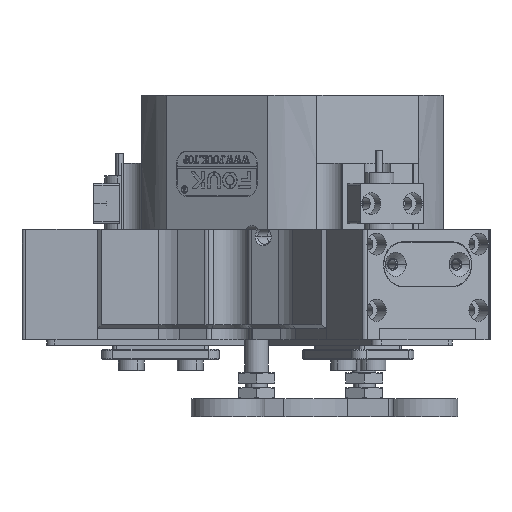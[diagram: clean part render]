
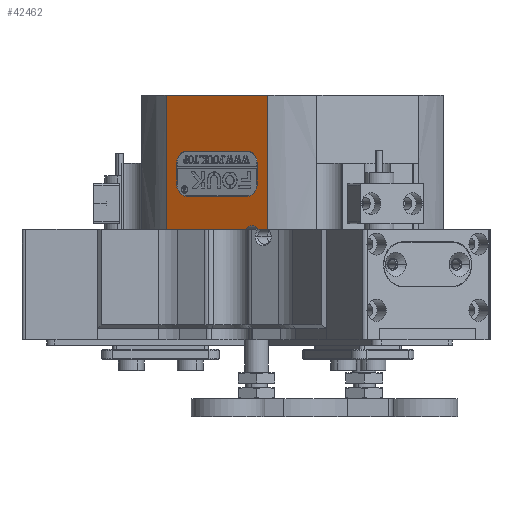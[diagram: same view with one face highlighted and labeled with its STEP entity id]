
A CAD part, front view. The second image highlights one B-rep face of the part: STEP entity #42462.
In plain terms, the highlighted planar face has unit normal (-0.5, -0.866, 0).
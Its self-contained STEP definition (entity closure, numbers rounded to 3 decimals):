
#569 = DIRECTION ( 'NONE',  ( -0.866, 0.5, 0. ) ) ;
#878 = DIRECTION ( 'NONE',  ( 0.866, -0.5, 0. ) ) ;
#1147 = EDGE_CURVE ( 'NONE', #34455, #42949, #12008, .T. ) ;
#2435 = AXIS2_PLACEMENT_3D ( 'NONE', #33569, #46030, #878 ) ;
#2488 = DIRECTION ( 'NONE',  ( -0.866, 0.5, 0. ) ) ;
#2663 = VECTOR ( 'NONE', #10689, 1000. ) ;
#3544 = VERTEX_POINT ( 'NONE', #4351 ) ;
#3645 = EDGE_CURVE ( 'NONE', #42949, #23521, #52043, .T. ) ;
#4320 = VECTOR ( 'NONE', #22973, 1000. ) ;
#4351 = CARTESIAN_POINT ( 'NONE',  ( -9.037, -42.125, 0. ) ) ;
#4897 = CARTESIAN_POINT ( 'NONE',  ( -12.186, -40.307, 9. ) ) ;
#6026 = VECTOR ( 'NONE', #25178, 1000. ) ;
#6622 = ORIENTED_EDGE ( 'NONE', *, *, #10960, .F. ) ;
#6915 = CARTESIAN_POINT ( 'NONE',  ( -6.694, -43.478, 0. ) ) ;
#7654 = CARTESIAN_POINT ( 'NONE',  ( -12.91, -39.889, 0. ) ) ;
#8080 = DIRECTION ( 'NONE',  ( -0.866, 0.5, 0. ) ) ;
#9265 = CIRCLE ( 'NONE', #9926, 3. ) ;
#9898 = EDGE_CURVE ( 'NONE', #27182, #27298, #52517, .T. ) ;
#9926 = AXIS2_PLACEMENT_3D ( 'NONE', #51526, #18789, #22572 ) ;
#10689 = DIRECTION ( 'NONE',  ( 0., 0., 1. ) ) ;
#10757 = ORIENTED_EDGE ( 'NONE', *, *, #11257, .T. ) ;
#10960 = EDGE_CURVE ( 'NONE', #29118, #28569, #13544, .T. ) ;
#11257 = EDGE_CURVE ( 'NONE', #12612, #34455, #32674, .T. ) ;
#11612 = EDGE_CURVE ( 'NONE', #11706, #29682, #34583, .T. ) ;
#11706 = VERTEX_POINT ( 'NONE', #4897 ) ;
#11924 = DIRECTION ( 'NONE',  ( 0.866, -0.5, 0. ) ) ;
#12008 = LINE ( 'NONE', #47440, #4320 ) ;
#12444 = DIRECTION ( 'NONE',  ( -0.866, 0.5, 0. ) ) ;
#12612 = VERTEX_POINT ( 'NONE', #21975 ) ;
#12749 = AXIS2_PLACEMENT_3D ( 'NONE', #49789, #21162, #12444 ) ;
#12995 = PLANE ( 'NONE',  #12749 ) ;
#13141 = DIRECTION ( 'NONE',  ( 0., 0., 1. ) ) ;
#13544 = CIRCLE ( 'NONE', #2435, 3. ) ;
#13660 = LINE ( 'NONE', #39435, #37331 ) ;
#13770 = EDGE_LOOP ( 'NONE', ( #16209, #38449, #45249, #22243, #40593, #6622, #29346, #50497 ) ) ;
#13937 = CARTESIAN_POINT ( 'NONE',  ( -34.329, -27.523, 36.5 ) ) ;
#14003 = EDGE_CURVE ( 'NONE', #38245, #23521, #30533, .T. ) ;
#14360 = DIRECTION ( 'NONE',  ( 0.866, -0.5, 0. ) ) ;
#16209 = ORIENTED_EDGE ( 'NONE', *, *, #51902, .F. ) ;
#16938 = CARTESIAN_POINT ( 'NONE',  ( -34.329, -27.523, -27. ) ) ;
#17003 = DIRECTION ( 'NONE',  ( -0.5, -0.866, 0. ) ) ;
#17946 = CARTESIAN_POINT ( 'NONE',  ( -28.814, -30.707, 21.2 ) ) ;
#18418 = CARTESIAN_POINT ( 'NONE',  ( -34.329, -27.523, 0. ) ) ;
#18789 = DIRECTION ( 'NONE',  ( -0.5, -0.866, 0. ) ) ;
#19212 = EDGE_CURVE ( 'NONE', #19251, #45028, #9265, .T. ) ;
#19251 = VERTEX_POINT ( 'NONE', #34751 ) ;
#20617 = CARTESIAN_POINT ( 'NONE',  ( -10.974, -41.007, -2. ) ) ;
#21116 = DIRECTION ( 'NONE',  ( 0.866, -0.5, 0. ) ) ;
#21162 = DIRECTION ( 'NONE',  ( 0.5, 0.866, 0. ) ) ;
#21975 = CARTESIAN_POINT ( 'NONE',  ( -6.671, -43.491, 0. ) ) ;
#22243 = ORIENTED_EDGE ( 'NONE', *, *, #11612, .F. ) ;
#22562 = AXIS2_PLACEMENT_3D ( 'NONE', #34025, #50259, #46490 ) ;
#22572 = DIRECTION ( 'NONE',  ( -0.866, 0.5, 0. ) ) ;
#22973 = DIRECTION ( 'NONE',  ( -0.866, 0.5, 0. ) ) ;
#23521 = VERTEX_POINT ( 'NONE', #18418 ) ;
#24743 = CARTESIAN_POINT ( 'NONE',  ( -9.588, -41.807, 18.2 ) ) ;
#24811 = CIRCLE ( 'NONE', #41129, 3. ) ;
#25124 = VECTOR ( 'NONE', #2488, 1000. ) ;
#25178 = DIRECTION ( 'NONE',  ( 0., 0., -1. ) ) ;
#26169 = ORIENTED_EDGE ( 'NONE', *, *, #31890, .F. ) ;
#27182 = VERTEX_POINT ( 'NONE', #17946 ) ;
#27298 = VERTEX_POINT ( 'NONE', #43663 ) ;
#27923 = VECTOR ( 'NONE', #569, 1000. ) ;
#27979 = DIRECTION ( 'NONE',  ( 0., 0., -1. ) ) ;
#28569 = VERTEX_POINT ( 'NONE', #50705 ) ;
#28642 = EDGE_CURVE ( 'NONE', #12612, #3544, #50045, .T. ) ;
#29118 = VERTEX_POINT ( 'NONE', #46660 ) ;
#29346 = ORIENTED_EDGE ( 'NONE', *, *, #38223, .F. ) ;
#29682 = VERTEX_POINT ( 'NONE', #39987 ) ;
#30533 = LINE ( 'NONE', #49477, #27923 ) ;
#31482 = LINE ( 'NONE', #24743, #41049 ) ;
#31890 = EDGE_CURVE ( 'NONE', #3544, #38245, #24811, .T. ) ;
#32252 = ORIENTED_EDGE ( 'NONE', *, *, #28642, .F. ) ;
#32674 = LINE ( 'NONE', #52086, #2663 ) ;
#33569 = CARTESIAN_POINT ( 'NONE',  ( -28.814, -30.707, 12. ) ) ;
#33949 = AXIS2_PLACEMENT_3D ( 'NONE', #41525, #17003, #21116 ) ;
#34025 = CARTESIAN_POINT ( 'NONE',  ( -28.814, -30.707, 18.2 ) ) ;
#34455 = VERTEX_POINT ( 'NONE', #35372 ) ;
#34583 = CIRCLE ( 'NONE', #33949, 3. ) ;
#34751 = CARTESIAN_POINT ( 'NONE',  ( -9.588, -41.807, 18.2 ) ) ;
#35165 = ORIENTED_EDGE ( 'NONE', *, *, #3645, .T. ) ;
#35266 = CARTESIAN_POINT ( 'NONE',  ( -28.814, -30.707, 9. ) ) ;
#35372 = CARTESIAN_POINT ( 'NONE',  ( -6.671, -43.491, 36.5 ) ) ;
#36405 = DIRECTION ( 'NONE',  ( -0.5, -0.866, 0. ) ) ;
#37331 = VECTOR ( 'NONE', #27979, 1000. ) ;
#38223 = EDGE_CURVE ( 'NONE', #27298, #29118, #13660, .T. ) ;
#38245 = VERTEX_POINT ( 'NONE', #7654 ) ;
#38449 = ORIENTED_EDGE ( 'NONE', *, *, #19212, .F. ) ;
#38508 = LINE ( 'NONE', #35266, #46166 ) ;
#38685 = EDGE_LOOP ( 'NONE', ( #49390, #26169, #32252, #10757, #48657, #35165 ) ) ;
#39435 = CARTESIAN_POINT ( 'NONE',  ( -31.412, -29.207, 18.2 ) ) ;
#39987 = CARTESIAN_POINT ( 'NONE',  ( -9.588, -41.807, 12. ) ) ;
#40593 = ORIENTED_EDGE ( 'NONE', *, *, #48160, .F. ) ;
#41049 = VECTOR ( 'NONE', #13141, 1000. ) ;
#41129 = AXIS2_PLACEMENT_3D ( 'NONE', #20617, #36405, #11924 ) ;
#41508 = FACE_BOUND ( 'NONE', #13770, .T. ) ;
#41525 = CARTESIAN_POINT ( 'NONE',  ( -12.186, -40.307, 12. ) ) ;
#42462 = ADVANCED_FACE ( 'NONE', ( #41508, #51133 ), #12995, .F. ) ;
#42949 = VERTEX_POINT ( 'NONE', #13937 ) ;
#43663 = CARTESIAN_POINT ( 'NONE',  ( -31.412, -29.207, 18.2 ) ) ;
#45028 = VERTEX_POINT ( 'NONE', #48136 ) ;
#45249 = ORIENTED_EDGE ( 'NONE', *, *, #51343, .F. ) ;
#46030 = DIRECTION ( 'NONE',  ( -0.5, -0.866, 0. ) ) ;
#46166 = VECTOR ( 'NONE', #14360, 1000. ) ;
#46490 = DIRECTION ( 'NONE',  ( 0.866, -0.5, 0. ) ) ;
#46660 = CARTESIAN_POINT ( 'NONE',  ( -31.412, -29.207, 12. ) ) ;
#47440 = CARTESIAN_POINT ( 'NONE',  ( -20.5, -35.507, 36.5 ) ) ;
#48136 = CARTESIAN_POINT ( 'NONE',  ( -12.186, -40.307, 21.2 ) ) ;
#48160 = EDGE_CURVE ( 'NONE', #28569, #11706, #38508, .T. ) ;
#48657 = ORIENTED_EDGE ( 'NONE', *, *, #1147, .T. ) ;
#48809 = CARTESIAN_POINT ( 'NONE',  ( -28.814, -30.707, 21.2 ) ) ;
#49390 = ORIENTED_EDGE ( 'NONE', *, *, #14003, .F. ) ;
#49477 = CARTESIAN_POINT ( 'NONE',  ( -6.694, -43.478, 0. ) ) ;
#49789 = CARTESIAN_POINT ( 'NONE',  ( 2.105, -48.558, 50. ) ) ;
#50045 = LINE ( 'NONE', #6915, #25124 ) ;
#50259 = DIRECTION ( 'NONE',  ( -0.5, -0.866, 0. ) ) ;
#50497 = ORIENTED_EDGE ( 'NONE', *, *, #9898, .F. ) ;
#50607 = VECTOR ( 'NONE', #8080, 1000. ) ;
#50705 = CARTESIAN_POINT ( 'NONE',  ( -28.814, -30.707, 9. ) ) ;
#51133 = FACE_OUTER_BOUND ( 'NONE', #38685, .T. ) ;
#51343 = EDGE_CURVE ( 'NONE', #29682, #19251, #31482, .T. ) ;
#51526 = CARTESIAN_POINT ( 'NONE',  ( -12.186, -40.307, 18.2 ) ) ;
#51880 = LINE ( 'NONE', #48809, #50607 ) ;
#51902 = EDGE_CURVE ( 'NONE', #45028, #27182, #51880, .T. ) ;
#52043 = LINE ( 'NONE', #16938, #6026 ) ;
#52086 = CARTESIAN_POINT ( 'NONE',  ( -6.671, -43.491, -27. ) ) ;
#52517 = CIRCLE ( 'NONE', #22562, 3. ) ;
